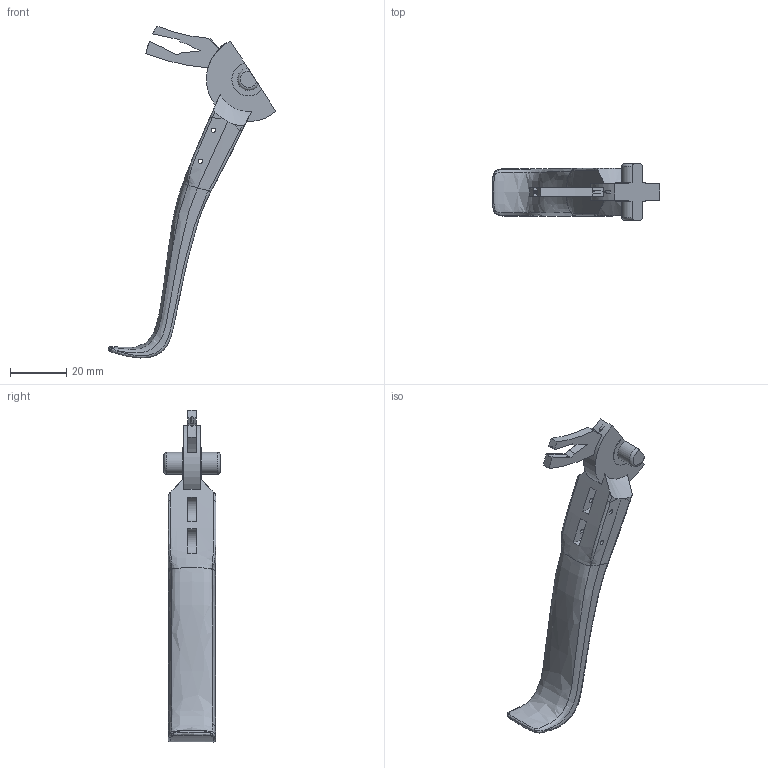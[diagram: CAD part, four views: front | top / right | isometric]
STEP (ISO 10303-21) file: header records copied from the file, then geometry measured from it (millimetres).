
FILE_DESCRIPTION(/* description */ (''),/* implementation_level */ '2;1');
FILE_NAME(/* name */ 'Abzug v3.step',/* time_stamp */ '2021-12-01T19:55:59+01:00',/* author */ (''),/* organization */ (''),/* preprocessor_version */ 'ST-DEVELOPER v18.1',/* originating_system */ 'Autodesk Translation Framework v10.10.0.1391',/* authorisation */ '');
FILE_SCHEMA (('AUTOMOTIVE_DESIGN { 1 0 10303 214 3 1 1 }'));
Length unit declared in the file: millimetre
Products named in the file (1): Abzug
Bounding box: 59.77 x 20 x 118.2 mm (x, y, z)
Volume: 16424.9 mm3; surface area: 10419.3 mm2
Topology: 3 solids, 3 shells, 132 faces, 365 edges, 240 vertices
Faces by surface type: plane 68, bspline 43, cylinder 19, torus 2
Entity records: 22054 total; most frequent: CARTESIAN_POINT 18991, ORIENTED_EDGE 722, DIRECTION 465, EDGE_CURVE 361, VERTEX_POINT 240, AXIS2_PLACEMENT_3D 160, B_SPLINE_CURVE_WITH_KNOTS 146, EDGE_LOOP 145
